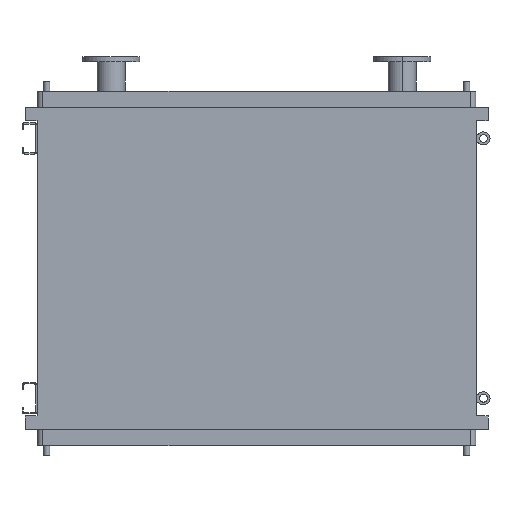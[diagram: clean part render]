
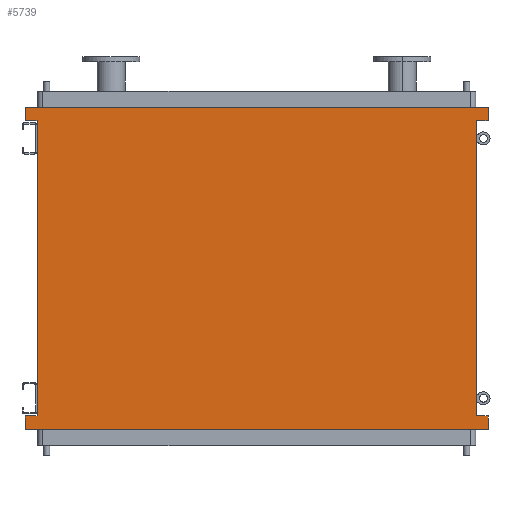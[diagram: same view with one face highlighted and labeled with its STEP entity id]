
A CAD part, front view. The second image highlights one B-rep face of the part: STEP entity #5739.
In plain terms, the highlighted planar face has unit normal (0, -1, 0).
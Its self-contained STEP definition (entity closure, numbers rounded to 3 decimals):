
#166 = EDGE_CURVE ( 'NONE', #6090, #2600, #4395, .T. ) ;
#217 = VECTOR ( 'NONE', #297, 1000. ) ;
#261 = VERTEX_POINT ( 'NONE', #5411 ) ;
#297 = DIRECTION ( 'NONE',  ( -1., 0., 0. ) ) ;
#347 = ORIENTED_EDGE ( 'NONE', *, *, #8109, .F. ) ;
#391 = LINE ( 'NONE', #4210, #6678 ) ;
#416 = DIRECTION ( 'NONE',  ( 1., 0., 0. ) ) ;
#460 = DIRECTION ( 'NONE',  ( 0., 0., -1. ) ) ;
#551 = CARTESIAN_POINT ( 'NONE',  ( 845., 0., -1093. ) ) ;
#629 = ORIENTED_EDGE ( 'NONE', *, *, #4017, .F. ) ;
#733 = AXIS2_PLACEMENT_3D ( 'NONE', #5562, #5517, #460 ) ;
#818 = EDGE_CURVE ( 'NONE', #1210, #261, #7878, .T. ) ;
#833 = CARTESIAN_POINT ( 'NONE',  ( 891., 0., 95. ) ) ;
#880 = CARTESIAN_POINT ( 'NONE',  ( 845., 0., 43. ) ) ;
#969 = CARTESIAN_POINT ( 'NONE',  ( 891., 0., -1093. ) ) ;
#1065 = EDGE_CURVE ( 'NONE', #6979, #7790, #3168, .T. ) ;
#1179 = DIRECTION ( 'NONE',  ( 0., 0., -1. ) ) ;
#1210 = VERTEX_POINT ( 'NONE', #7285 ) ;
#1245 = VERTEX_POINT ( 'NONE', #833 ) ;
#1362 = DIRECTION ( 'NONE',  ( 1., 0., 0. ) ) ;
#1506 = DIRECTION ( 'NONE',  ( 0., 0., 1. ) ) ;
#1825 = VECTOR ( 'NONE', #1506, 1000. ) ;
#1968 = CARTESIAN_POINT ( 'NONE',  ( 845., 0., -1050. ) ) ;
#2020 = ORIENTED_EDGE ( 'NONE', *, *, #6881, .F. ) ;
#2182 = DIRECTION ( 'NONE',  ( -1., 0., 0. ) ) ;
#2190 = LINE ( 'NONE', #969, #2851 ) ;
#2218 = CARTESIAN_POINT ( 'NONE',  ( -891., 0., 95. ) ) ;
#2505 = ORIENTED_EDGE ( 'NONE', *, *, #166, .F. ) ;
#2600 = VERTEX_POINT ( 'NONE', #5497 ) ;
#2818 = VERTEX_POINT ( 'NONE', #3340 ) ;
#2835 = EDGE_CURVE ( 'NONE', #261, #1245, #7810, .T. ) ;
#2851 = VECTOR ( 'NONE', #2894, 1000. ) ;
#2894 = DIRECTION ( 'NONE',  ( 0., 0., -1. ) ) ;
#2936 = CARTESIAN_POINT ( 'NONE',  ( 845., 0., 43. ) ) ;
#3116 = PLANE ( 'NONE',  #733 ) ;
#3168 = LINE ( 'NONE', #1968, #7776 ) ;
#3340 = CARTESIAN_POINT ( 'NONE',  ( -845., 0., 43. ) ) ;
#3400 = CARTESIAN_POINT ( 'NONE',  ( -891., 0., -1093. ) ) ;
#3420 = CARTESIAN_POINT ( 'NONE',  ( 891., 0., 95. ) ) ;
#3598 = CARTESIAN_POINT ( 'NONE',  ( -845., 0., -1050. ) ) ;
#3687 = VECTOR ( 'NONE', #1179, 1000. ) ;
#3708 = EDGE_CURVE ( 'NONE', #7964, #6090, #7942, .T. ) ;
#3746 = CARTESIAN_POINT ( 'NONE',  ( 891., 0., 43. ) ) ;
#3785 = VECTOR ( 'NONE', #416, 1000. ) ;
#4001 = EDGE_CURVE ( 'NONE', #6495, #4489, #2190, .T. ) ;
#4017 = EDGE_CURVE ( 'NONE', #4489, #7964, #4168, .T. ) ;
#4039 = VECTOR ( 'NONE', #6032, 1000. ) ;
#4075 = LINE ( 'NONE', #880, #217 ) ;
#4168 = LINE ( 'NONE', #7936, #7335 ) ;
#4210 = CARTESIAN_POINT ( 'NONE',  ( -891., 0., 43. ) ) ;
#4326 = VECTOR ( 'NONE', #1362, 1000. ) ;
#4395 = LINE ( 'NONE', #7034, #4326 ) ;
#4487 = ORIENTED_EDGE ( 'NONE', *, *, #7808, .F. ) ;
#4489 = VERTEX_POINT ( 'NONE', #7626 ) ;
#4788 = DIRECTION ( 'NONE',  ( -1., 0., 0. ) ) ;
#5018 = ORIENTED_EDGE ( 'NONE', *, *, #818, .F. ) ;
#5147 = VECTOR ( 'NONE', #8151, 1000. ) ;
#5228 = VECTOR ( 'NONE', #7143, 1000. ) ;
#5411 = CARTESIAN_POINT ( 'NONE',  ( -891., 0., 95. ) ) ;
#5459 = LINE ( 'NONE', #3598, #5147 ) ;
#5497 = CARTESIAN_POINT ( 'NONE',  ( -845., 0., -1093. ) ) ;
#5517 = DIRECTION ( 'NONE',  ( 0., -1., 0. ) ) ;
#5562 = CARTESIAN_POINT ( 'NONE',  ( -845., 0., -1050. ) ) ;
#5684 = ORIENTED_EDGE ( 'NONE', *, *, #1065, .T. ) ;
#5713 = ORIENTED_EDGE ( 'NONE', *, *, #4001, .F. ) ;
#5739 = ADVANCED_FACE ( 'NONE', ( #8085 ), #3116, .T. ) ;
#5775 = EDGE_CURVE ( 'NONE', #6979, #6495, #7547, .T. ) ;
#5826 = ORIENTED_EDGE ( 'NONE', *, *, #2835, .F. ) ;
#5872 = EDGE_LOOP ( 'NONE', ( #5684, #2020, #347, #5826, #5018, #6860, #4487, #2505, #6875, #629, #5713, #6478 ) ) ;
#6032 = DIRECTION ( 'NONE',  ( 0., 0., 1. ) ) ;
#6062 = VERTEX_POINT ( 'NONE', #7124 ) ;
#6090 = VERTEX_POINT ( 'NONE', #3400 ) ;
#6111 = CARTESIAN_POINT ( 'NONE',  ( -891., 0., -1145. ) ) ;
#6416 = EDGE_CURVE ( 'NONE', #2818, #1210, #391, .T. ) ;
#6478 = ORIENTED_EDGE ( 'NONE', *, *, #5775, .F. ) ;
#6495 = VERTEX_POINT ( 'NONE', #6889 ) ;
#6678 = VECTOR ( 'NONE', #2182, 1000. ) ;
#6860 = ORIENTED_EDGE ( 'NONE', *, *, #6416, .F. ) ;
#6875 = ORIENTED_EDGE ( 'NONE', *, *, #3708, .F. ) ;
#6881 = EDGE_CURVE ( 'NONE', #6062, #7790, #4075, .T. ) ;
#6889 = CARTESIAN_POINT ( 'NONE',  ( 891., 0., -1093. ) ) ;
#6979 = VERTEX_POINT ( 'NONE', #551 ) ;
#7034 = CARTESIAN_POINT ( 'NONE',  ( -891., 0., -1093. ) ) ;
#7124 = CARTESIAN_POINT ( 'NONE',  ( 891., 0., 43. ) ) ;
#7143 = DIRECTION ( 'NONE',  ( 1., 0., 0. ) ) ;
#7285 = CARTESIAN_POINT ( 'NONE',  ( -891., 0., 43. ) ) ;
#7335 = VECTOR ( 'NONE', #4788, 1000. ) ;
#7506 = CARTESIAN_POINT ( 'NONE',  ( 845., 0., -1093. ) ) ;
#7547 = LINE ( 'NONE', #7506, #3785 ) ;
#7626 = CARTESIAN_POINT ( 'NONE',  ( 891., 0., -1145. ) ) ;
#7678 = DIRECTION ( 'NONE',  ( 0., 0., 1. ) ) ;
#7697 = CARTESIAN_POINT ( 'NONE',  ( -891., 0., -1145. ) ) ;
#7776 = VECTOR ( 'NONE', #7678, 1000. ) ;
#7790 = VERTEX_POINT ( 'NONE', #2936 ) ;
#7808 = EDGE_CURVE ( 'NONE', #2600, #2818, #5459, .T. ) ;
#7810 = LINE ( 'NONE', #3420, #5228 ) ;
#7878 = LINE ( 'NONE', #2218, #1825 ) ;
#7936 = CARTESIAN_POINT ( 'NONE',  ( 891., 0., -1145. ) ) ;
#7942 = LINE ( 'NONE', #6111, #4039 ) ;
#7964 = VERTEX_POINT ( 'NONE', #7697 ) ;
#8007 = LINE ( 'NONE', #3746, #3687 ) ;
#8085 = FACE_OUTER_BOUND ( 'NONE', #5872, .T. ) ;
#8109 = EDGE_CURVE ( 'NONE', #1245, #6062, #8007, .T. ) ;
#8151 = DIRECTION ( 'NONE',  ( 0., 0., 1. ) ) ;
